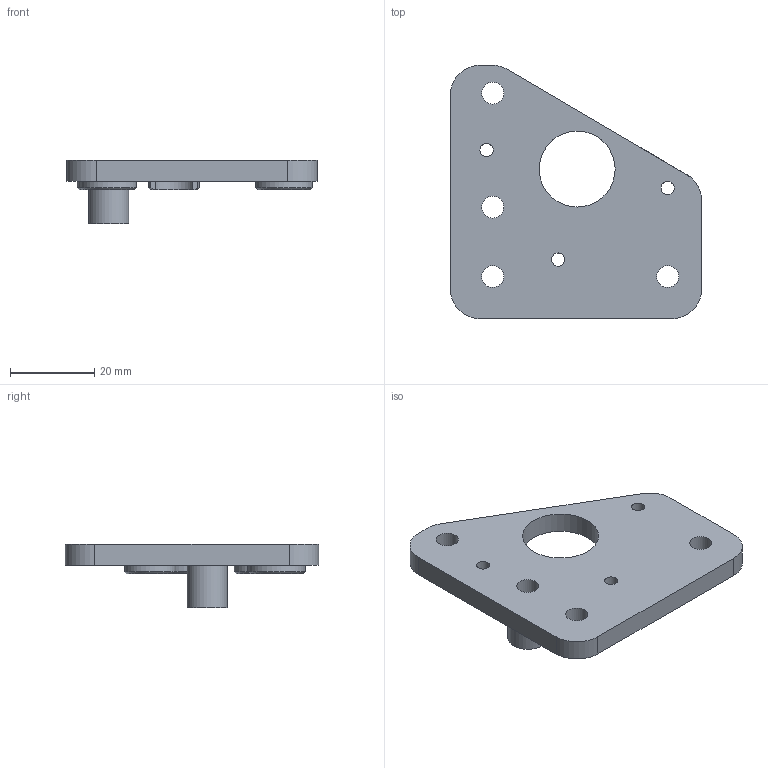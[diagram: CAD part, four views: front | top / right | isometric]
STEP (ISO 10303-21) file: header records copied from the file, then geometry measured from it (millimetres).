
FILE_DESCRIPTION(/* description */ ('STEP AP242','CAx-IF Rec.Pracs.---Representation and Presentation of Product Manufacturing Information (PMI)---4.0---2014-10-13','CAx-IF Rec.Pracs.---3D Tessellated Geometry---0.4---2014-09-14','2;1'),/* implementation_level */ '2;1');
FILE_NAME(/* name */ 'Motor Mounts - Left Motor Mount Top',/* time_stamp */ '2025-04-21T01:16:03Z',/* author */ (''),/* organization */ (''),/* preprocessor_version */ 'ST-DEVELOPER v20',/* originating_system */ 'ONSHAPE BY PTC INC, 1.196',/* authorisation */ ' ');
FILE_SCHEMA (('AP242_MANAGED_MODEL_BASED_3D_ENGINEERING_MIM_LF { 1 0 10303 442 1 1 4 }'));
Length unit declared in the file: metre
Products named in the file (1): Left Motor Mount Top
Bounding box: 59.45 x 60.05 x 15 mm (x, y, z)
Volume: 13318.4 mm3; surface area: 7878.6 mm2
Topology: 1 solids, 1 shells, 61 faces, 156 edges, 104 vertices
Faces by surface type: cylinder 28, plane 26, cone 7
Full cylindrical faces by diameter (mm): 3.15 x3, 5.2 x4, 9.5 x1, 10.1 x1, 12.1 x1, 18 x1
Entity records: 1871 total; most frequent: CARTESIAN_POINT 344, DIRECTION 319, ORIENTED_EDGE 286, EDGE_CURVE 143, AXIS2_PLACEMENT_3D 126, VERTEX_POINT 103, EDGE_LOOP 96, FACE_BOUND 96
